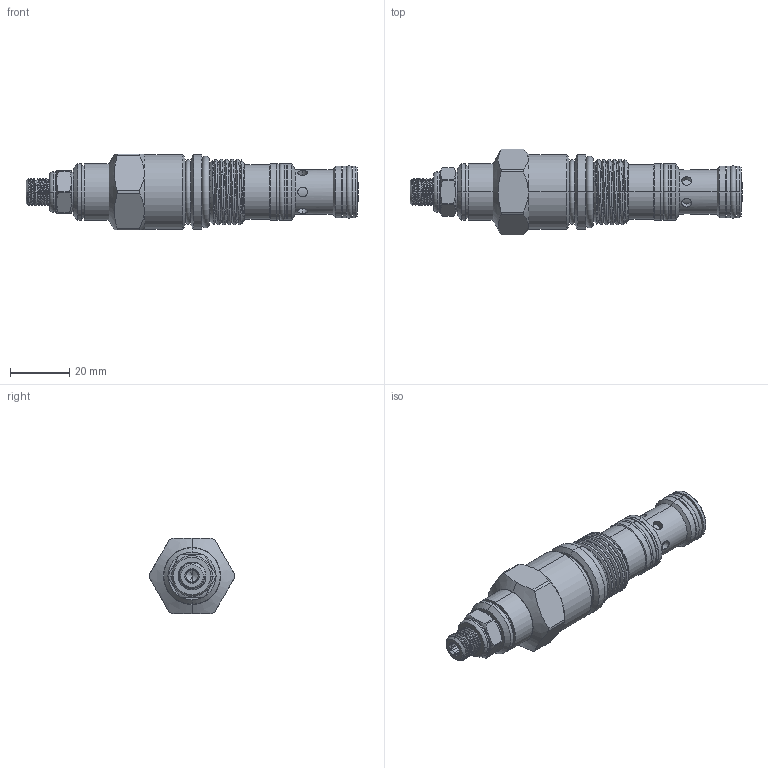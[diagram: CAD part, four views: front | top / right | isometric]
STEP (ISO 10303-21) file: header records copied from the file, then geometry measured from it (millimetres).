
FILE_DESCRIPTION (( 'STEP AP203' ), '1' );
FILE_NAME ('CA10WB3E-L.STEP', '2020-03-18T03:29:32', ( '' ), ( '' ), 'SwSTEP 2.0', 'SolidWorks 2018', '' );
FILE_SCHEMA (( 'CONFIG_CONTROL_DESIGN' ));
Length unit declared in the file: millimetre
Products named in the file (1): CA10WB3E-L
Bounding box: 111.68 x 28.8 x 25.4 mm (x, y, z)
Volume: 34249.3 mm3; surface area: 10562.7 mm2
Topology: 2 solids, 3 shells, 285 faces, 669 edges, 417 vertices
Faces by surface type: cylinder 135, plane 60, cone 42, torus 38, bspline 9, sphere 1
Entity records: 15862 total; most frequent: CARTESIAN_POINT 9448, ORIENTED_EDGE 1330, DIRECTION 1323, EDGE_CURVE 665, AXIS2_PLACEMENT_3D 558, VERTEX_POINT 416, EDGE_LOOP 317, ADVANCED_FACE 285
